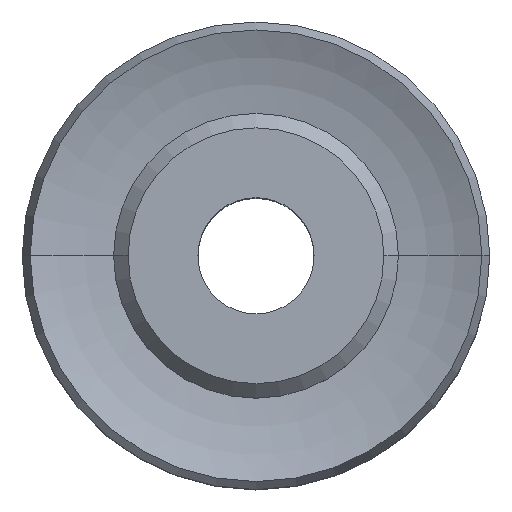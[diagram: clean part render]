
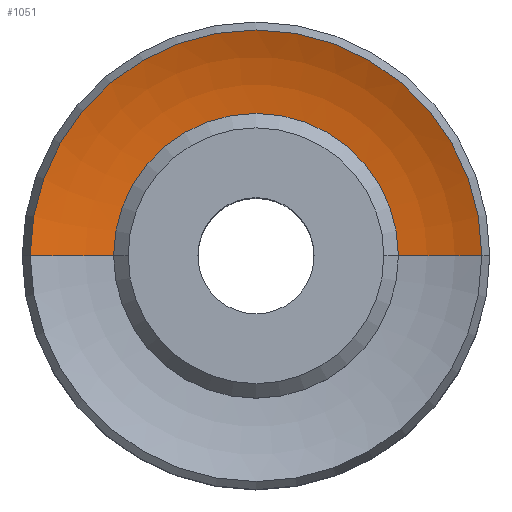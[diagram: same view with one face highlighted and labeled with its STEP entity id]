
A CAD part, top view. The second image highlights one B-rep face of the part: STEP entity #1051.
In plain terms, the highlighted toroidal (fillet/blend) face has major radius 4.088 mm and minor radius 9.027 mm.
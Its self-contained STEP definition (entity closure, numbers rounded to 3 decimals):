
#24 = VERTEX_POINT ( 'NONE', #1456 ) ;
#57 = VERTEX_POINT ( 'NONE', #1515 ) ;
#68 = EDGE_CURVE ( 'NONE', #69, #57, #1561, .T. ) ;
#69 = VERTEX_POINT ( 'NONE', #1551 ) ;
#429 = EDGE_CURVE ( 'NONE', #4102, #57, #2433, .T. ) ;
#457 = EDGE_CURVE ( 'NONE', #24, #69, #2495, .T. ) ;
#1051 = ADVANCED_FACE ( 'NONE', ( #3543 ), #3541, .F. ) ;
#1052 = EDGE_LOOP ( 'NONE', ( #1053, #1054, #1055, #1056 ) ) ;
#1053 = ORIENTED_EDGE ( 'NONE', *, *, #429, .F. ) ;
#1054 = ORIENTED_EDGE ( 'NONE', *, *, #4110, .F. ) ;
#1055 = ORIENTED_EDGE ( 'NONE', *, *, #457, .T. ) ;
#1056 = ORIENTED_EDGE ( 'NONE', *, *, #68, .T. ) ;
#1456 = CARTESIAN_POINT ( 'NONE',  ( 4.903, 0., 4.199 ) ) ;
#1515 = CARTESIAN_POINT ( 'NONE',  ( -7.775, 0., 4.95 ) ) ;
#1551 = CARTESIAN_POINT ( 'NONE',  ( 7.775, 0., 4.95 ) ) ;
#1552 = DIRECTION ( 'NONE',  ( 1., 0., 0. ) ) ;
#1553 = DIRECTION ( 'NONE',  ( 0., 0., 1. ) ) ;
#1554 = CARTESIAN_POINT ( 'NONE',  ( 0., 0., 4.95 ) ) ;
#1555 = AXIS2_PLACEMENT_3D ( 'NONE', #1554, #1553, #1552 ) ;
#1561 = CIRCLE ( 'NONE', #1555, 7.775 ) ;
#2429 = DIRECTION ( 'NONE',  ( -1., 0., 0. ) ) ;
#2430 = DIRECTION ( 'NONE',  ( 0., 1., 0. ) ) ;
#2431 = CARTESIAN_POINT ( 'NONE',  ( -4.087, 0., 13.189 ) ) ;
#2432 = AXIS2_PLACEMENT_3D ( 'NONE', #2431, #2430, #2429 ) ;
#2433 = CIRCLE ( 'NONE', #2432, 9.026 ) ;
#2491 = DIRECTION ( 'NONE',  ( 0., 0., -1. ) ) ;
#2492 = DIRECTION ( 'NONE',  ( 0., -1., 0. ) ) ;
#2493 = CARTESIAN_POINT ( 'NONE',  ( 4.087, 0., 13.189 ) ) ;
#2494 = AXIS2_PLACEMENT_3D ( 'NONE', #2493, #2492, #2491 ) ;
#2495 = CIRCLE ( 'NONE', #2494, 9.026 ) ;
#3537 = DIRECTION ( 'NONE',  ( 1., 0., 0. ) ) ;
#3538 = DIRECTION ( 'NONE',  ( 0., 0., 1. ) ) ;
#3539 = CARTESIAN_POINT ( 'NONE',  ( 0., 0., 13.189 ) ) ;
#3540 = AXIS2_PLACEMENT_3D ( 'NONE', #3539, #3538, #3537 ) ;
#3541 = TOROIDAL_SURFACE ( 'NONE', #3540, 4.087, 9.026 ) ;
#3543 = FACE_OUTER_BOUND ( 'NONE', #1052, .T. ) ;
#4017 = DIRECTION ( 'NONE',  ( 1., 0., 0. ) ) ;
#4018 = DIRECTION ( 'NONE',  ( 0., 0., 1. ) ) ;
#4019 = CARTESIAN_POINT ( 'NONE',  ( 0., 0., 4.199 ) ) ;
#4020 = AXIS2_PLACEMENT_3D ( 'NONE', #4019, #4018, #4017 ) ;
#4021 = CIRCLE ( 'NONE', #4020, 4.903 ) ;
#4030 = CARTESIAN_POINT ( 'NONE',  ( -4.903, 0., 4.199 ) ) ;
#4102 = VERTEX_POINT ( 'NONE', #4030 ) ;
#4110 = EDGE_CURVE ( 'NONE', #24, #4102, #4021, .T. ) ;
